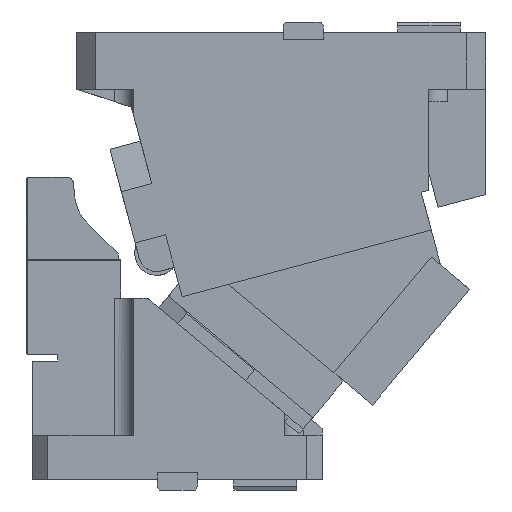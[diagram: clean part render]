
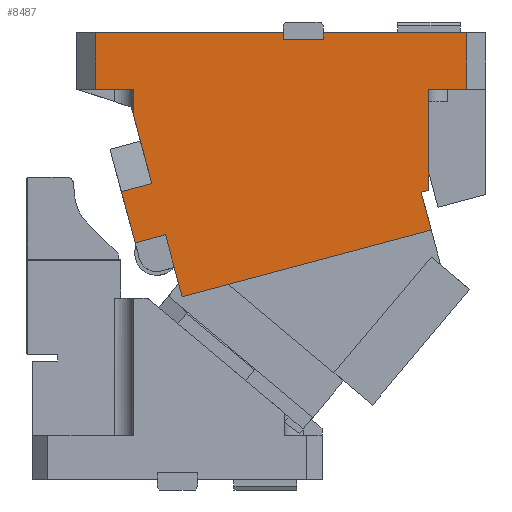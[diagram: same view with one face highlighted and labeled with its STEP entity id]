
A CAD part, front view. The second image highlights one B-rep face of the part: STEP entity #8487.
In plain terms, the highlighted planar face has unit normal (0, -1, 0).
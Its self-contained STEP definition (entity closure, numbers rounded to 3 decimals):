
#7054=CARTESIAN_POINT('Vertex',(81.406,-45.,187.973)) ;
#7057=CARTESIAN_POINT('Line Origine',(75.963,-45.,208.288)) ;
#7061=CARTESIAN_POINT('Vertex',(70.519,-45.,228.603)) ;
#7574=CARTESIAN_POINT('Line Origine',(93.479,-45.,191.208)) ;
#7578=CARTESIAN_POINT('Vertex',(105.552,-45.,194.443)) ;
#8304=CARTESIAN_POINT('Axis2P3D Location',(288.094,-45.,305.501)) ;
#8309=CARTESIAN_POINT('Line Origine',(108.788,-45.,182.369)) ;
#8313=CARTESIAN_POINT('Vertex',(112.023,-45.,170.295)) ;
#8316=CARTESIAN_POINT('Line Origine',(112.024,-45.,170.295)) ;
#8320=CARTESIAN_POINT('Vertex',(112.025,-45.,170.295)) ;
#8323=CARTESIAN_POINT('Line Origine',(115.389,-45.,157.738)) ;
#8327=CARTESIAN_POINT('Vertex',(118.754,-45.,145.181)) ;
#8330=CARTESIAN_POINT('Line Origine',(217.761,-45.,171.71)) ;
#8334=CARTESIAN_POINT('Vertex',(316.769,-45.,198.239)) ;
#8337=CARTESIAN_POINT('Line Origine',(313.404,-45.,210.796)) ;
#8341=CARTESIAN_POINT('Vertex',(310.039,-45.,223.353)) ;
#8344=CARTESIAN_POINT('Line Origine',(310.038,-45.,223.353)) ;
#8348=CARTESIAN_POINT('Vertex',(310.038,-45.,223.353)) ;
#8351=CARTESIAN_POINT('Line Origine',(309.391,-45.,225.768)) ;
#8355=CARTESIAN_POINT('Vertex',(308.743,-45.,228.183)) ;
#8358=CARTESIAN_POINT('Line Origine',(311.872,-45.,229.021)) ;
#8362=CARTESIAN_POINT('Vertex',(315.,-45.,229.859)) ;
#8365=CARTESIAN_POINT('Line Origine',(315.,-45.,269.93)) ;
#8369=CARTESIAN_POINT('Vertex',(315.,-45.,310.)) ;
#8372=CARTESIAN_POINT('Line Origine',(330.,-45.,310.)) ;
#8376=CARTESIAN_POINT('Vertex',(345.,-45.,310.)) ;
#8379=CARTESIAN_POINT('Line Origine',(345.,-45.,332.5)) ;
#8383=CARTESIAN_POINT('Vertex',(345.,-45.,355.)) ;
#8386=CARTESIAN_POINT('Line Origine',(288.,-45.,355.)) ;
#8390=CARTESIAN_POINT('Vertex',(231.,-45.,355.)) ;
#8393=CARTESIAN_POINT('Line Origine',(231.,-45.,352.25)) ;
#8397=CARTESIAN_POINT('Vertex',(231.,-45.,349.5)) ;
#8400=CARTESIAN_POINT('Line Origine',(215.,-45.,349.5)) ;
#8404=CARTESIAN_POINT('Vertex',(199.,-45.,349.5)) ;
#8407=CARTESIAN_POINT('Line Origine',(199.,-45.,352.25)) ;
#8411=CARTESIAN_POINT('Vertex',(199.,-45.,355.)) ;
#8414=CARTESIAN_POINT('Line Origine',(124.5,-45.,355.)) ;
#8418=CARTESIAN_POINT('Vertex',(50.,-45.,355.)) ;
#8421=CARTESIAN_POINT('Line Origine',(50.,-45.,332.5)) ;
#8425=CARTESIAN_POINT('Vertex',(50.,-45.,310.)) ;
#8428=CARTESIAN_POINT('Line Origine',(65.,-45.,310.)) ;
#8432=CARTESIAN_POINT('Vertex',(80.,-45.,310.)) ;
#8435=CARTESIAN_POINT('Line Origine',(80.,-45.,299.903)) ;
#8439=CARTESIAN_POINT('Vertex',(80.,-45.,289.806)) ;
#8442=CARTESIAN_POINT('Line Origine',(86.306,-45.,266.273)) ;
#8446=CARTESIAN_POINT('Vertex',(92.611,-45.,242.74)) ;
#8449=CARTESIAN_POINT('Line Origine',(93.639,-45.,238.906)) ;
#8453=CARTESIAN_POINT('Vertex',(94.666,-45.,235.073)) ;
#8456=CARTESIAN_POINT('Line Origine',(82.592,-45.,231.838)) ;
#7058=DIRECTION('Vector Direction',(-0.259,0.,0.966)) ;
#7575=DIRECTION('Vector Direction',(-0.966,0.,-0.259)) ;
#8305=DIRECTION('Axis2P3D Direction',(0.,-1.,0.)) ;
#8306=DIRECTION('Axis2P3D XDirection',(1.,0.,0.)) ;
#8310=DIRECTION('Vector Direction',(-0.259,0.,0.966)) ;
#8317=DIRECTION('Vector Direction',(0.998,0.,-0.056)) ;
#8324=DIRECTION('Vector Direction',(-0.259,0.,0.966)) ;
#8331=DIRECTION('Vector Direction',(-0.966,0.,-0.259)) ;
#8338=DIRECTION('Vector Direction',(0.259,0.,-0.966)) ;
#8345=DIRECTION('Vector Direction',(-0.998,0.,0.056)) ;
#8352=DIRECTION('Vector Direction',(0.259,0.,-0.966)) ;
#8359=DIRECTION('Vector Direction',(-0.966,0.,-0.259)) ;
#8366=DIRECTION('Vector Direction',(0.,0.,1.)) ;
#8373=DIRECTION('Vector Direction',(1.,0.,0.)) ;
#8380=DIRECTION('Vector Direction',(0.,0.,-1.)) ;
#8387=DIRECTION('Vector Direction',(1.,0.,0.)) ;
#8394=DIRECTION('Vector Direction',(0.,0.,1.)) ;
#8401=DIRECTION('Vector Direction',(-1.,0.,0.)) ;
#8408=DIRECTION('Vector Direction',(0.,0.,-1.)) ;
#8415=DIRECTION('Vector Direction',(-1.,0.,0.)) ;
#8422=DIRECTION('Vector Direction',(0.,0.,1.)) ;
#8429=DIRECTION('Vector Direction',(-1.,0.,0.)) ;
#8436=DIRECTION('Vector Direction',(0.,0.,1.)) ;
#8443=DIRECTION('Vector Direction',(-0.259,0.,0.966)) ;
#8450=DIRECTION('Vector Direction',(-0.259,0.,0.966)) ;
#8457=DIRECTION('Vector Direction',(-0.966,0.,-0.259)) ;
#8307=AXIS2_PLACEMENT_3D('Plane Axis2P3D',#8304,#8305,#8306) ;
#8462=ORIENTED_EDGE('',*,*,#7580,.F.) ;
#8463=ORIENTED_EDGE('',*,*,#8315,.F.) ;
#8464=ORIENTED_EDGE('',*,*,#8322,.T.) ;
#8465=ORIENTED_EDGE('',*,*,#8329,.F.) ;
#8466=ORIENTED_EDGE('',*,*,#8336,.F.) ;
#8467=ORIENTED_EDGE('',*,*,#8343,.F.) ;
#8468=ORIENTED_EDGE('',*,*,#8350,.T.) ;
#8469=ORIENTED_EDGE('',*,*,#8357,.F.) ;
#8470=ORIENTED_EDGE('',*,*,#8364,.F.) ;
#8471=ORIENTED_EDGE('',*,*,#8371,.T.) ;
#8472=ORIENTED_EDGE('',*,*,#8378,.T.) ;
#8473=ORIENTED_EDGE('',*,*,#8385,.T.) ;
#8474=ORIENTED_EDGE('',*,*,#8392,.F.) ;
#8475=ORIENTED_EDGE('',*,*,#8399,.F.) ;
#8476=ORIENTED_EDGE('',*,*,#8406,.T.) ;
#8477=ORIENTED_EDGE('',*,*,#8413,.F.) ;
#8478=ORIENTED_EDGE('',*,*,#8420,.T.) ;
#8479=ORIENTED_EDGE('',*,*,#8427,.F.) ;
#8480=ORIENTED_EDGE('',*,*,#8434,.F.) ;
#8481=ORIENTED_EDGE('',*,*,#8441,.F.) ;
#8482=ORIENTED_EDGE('',*,*,#8448,.F.) ;
#8483=ORIENTED_EDGE('',*,*,#8455,.F.) ;
#8484=ORIENTED_EDGE('',*,*,#8460,.T.) ;
#8485=ORIENTED_EDGE('',*,*,#7063,.F.) ;
#7059=VECTOR('Line Direction',#7058,1.) ;
#7576=VECTOR('Line Direction',#7575,1.) ;
#8311=VECTOR('Line Direction',#8310,1.) ;
#8318=VECTOR('Line Direction',#8317,1.) ;
#8325=VECTOR('Line Direction',#8324,1.) ;
#8332=VECTOR('Line Direction',#8331,1.) ;
#8339=VECTOR('Line Direction',#8338,1.) ;
#8346=VECTOR('Line Direction',#8345,1.) ;
#8353=VECTOR('Line Direction',#8352,1.) ;
#8360=VECTOR('Line Direction',#8359,1.) ;
#8367=VECTOR('Line Direction',#8366,1.) ;
#8374=VECTOR('Line Direction',#8373,1.) ;
#8381=VECTOR('Line Direction',#8380,1.) ;
#8388=VECTOR('Line Direction',#8387,1.) ;
#8395=VECTOR('Line Direction',#8394,1.) ;
#8402=VECTOR('Line Direction',#8401,1.) ;
#8409=VECTOR('Line Direction',#8408,1.) ;
#8416=VECTOR('Line Direction',#8415,1.) ;
#8423=VECTOR('Line Direction',#8422,1.) ;
#8430=VECTOR('Line Direction',#8429,1.) ;
#8437=VECTOR('Line Direction',#8436,1.) ;
#8444=VECTOR('Line Direction',#8443,1.) ;
#8451=VECTOR('Line Direction',#8450,1.) ;
#8458=VECTOR('Line Direction',#8457,1.) ;
#8487=ADVANCED_FACE('CAM HOLDER',(#8486),#8308,.T.) ;
#7063=EDGE_CURVE('',#7055,#7062,#7060,.T.) ;
#7580=EDGE_CURVE('',#7579,#7055,#7577,.T.) ;
#8315=EDGE_CURVE('',#8314,#7579,#8312,.T.) ;
#8322=EDGE_CURVE('',#8314,#8321,#8319,.T.) ;
#8329=EDGE_CURVE('',#8328,#8321,#8326,.T.) ;
#8336=EDGE_CURVE('',#8335,#8328,#8333,.T.) ;
#8343=EDGE_CURVE('',#8342,#8335,#8340,.T.) ;
#8350=EDGE_CURVE('',#8342,#8349,#8347,.T.) ;
#8357=EDGE_CURVE('',#8356,#8349,#8354,.T.) ;
#8364=EDGE_CURVE('',#8363,#8356,#8361,.T.) ;
#8371=EDGE_CURVE('',#8363,#8370,#8368,.T.) ;
#8378=EDGE_CURVE('',#8370,#8377,#8375,.T.) ;
#8385=EDGE_CURVE('',#8377,#8384,#8382,.F.) ;
#8392=EDGE_CURVE('',#8391,#8384,#8389,.T.) ;
#8399=EDGE_CURVE('',#8398,#8391,#8396,.T.) ;
#8406=EDGE_CURVE('',#8398,#8405,#8403,.T.) ;
#8413=EDGE_CURVE('',#8412,#8405,#8410,.T.) ;
#8420=EDGE_CURVE('',#8412,#8419,#8417,.T.) ;
#8427=EDGE_CURVE('',#8426,#8419,#8424,.T.) ;
#8434=EDGE_CURVE('',#8433,#8426,#8431,.T.) ;
#8441=EDGE_CURVE('',#8440,#8433,#8438,.T.) ;
#8448=EDGE_CURVE('',#8447,#8440,#8445,.T.) ;
#8455=EDGE_CURVE('',#8454,#8447,#8452,.T.) ;
#8460=EDGE_CURVE('',#8454,#7062,#8459,.T.) ;
#8461=EDGE_LOOP('',(#8462,#8463,#8464,#8465,#8466,#8467,#8468,#8469,#8470,#8471,#8472,#8473,#8474,#8475,#8476,#8477,#8478,#8479,#8480,#8481,#8482,#8483,#8484,#8485)) ;
#8486=FACE_OUTER_BOUND('',#8461,.T.) ;
#7060=LINE('Line',#7057,#7059) ;
#7577=LINE('Line',#7574,#7576) ;
#8312=LINE('Line',#8309,#8311) ;
#8319=LINE('Line',#8316,#8318) ;
#8326=LINE('Line',#8323,#8325) ;
#8333=LINE('Line',#8330,#8332) ;
#8340=LINE('Line',#8337,#8339) ;
#8347=LINE('Line',#8344,#8346) ;
#8354=LINE('Line',#8351,#8353) ;
#8361=LINE('Line',#8358,#8360) ;
#8368=LINE('Line',#8365,#8367) ;
#8375=LINE('Line',#8372,#8374) ;
#8382=LINE('Line',#8379,#8381) ;
#8389=LINE('Line',#8386,#8388) ;
#8396=LINE('Line',#8393,#8395) ;
#8403=LINE('Line',#8400,#8402) ;
#8410=LINE('Line',#8407,#8409) ;
#8417=LINE('Line',#8414,#8416) ;
#8424=LINE('Line',#8421,#8423) ;
#8431=LINE('Line',#8428,#8430) ;
#8438=LINE('Line',#8435,#8437) ;
#8445=LINE('Line',#8442,#8444) ;
#8452=LINE('Line',#8449,#8451) ;
#8459=LINE('Line',#8456,#8458) ;
#8308=PLANE('Plane',#8307) ;
#7055=VERTEX_POINT('',#7054) ;
#7062=VERTEX_POINT('',#7061) ;
#7579=VERTEX_POINT('',#7578) ;
#8314=VERTEX_POINT('',#8313) ;
#8321=VERTEX_POINT('',#8320) ;
#8328=VERTEX_POINT('',#8327) ;
#8335=VERTEX_POINT('',#8334) ;
#8342=VERTEX_POINT('',#8341) ;
#8349=VERTEX_POINT('',#8348) ;
#8356=VERTEX_POINT('',#8355) ;
#8363=VERTEX_POINT('',#8362) ;
#8370=VERTEX_POINT('',#8369) ;
#8377=VERTEX_POINT('',#8376) ;
#8384=VERTEX_POINT('',#8383) ;
#8391=VERTEX_POINT('',#8390) ;
#8398=VERTEX_POINT('',#8397) ;
#8405=VERTEX_POINT('',#8404) ;
#8412=VERTEX_POINT('',#8411) ;
#8419=VERTEX_POINT('',#8418) ;
#8426=VERTEX_POINT('',#8425) ;
#8433=VERTEX_POINT('',#8432) ;
#8440=VERTEX_POINT('',#8439) ;
#8447=VERTEX_POINT('',#8446) ;
#8454=VERTEX_POINT('',#8453) ;
